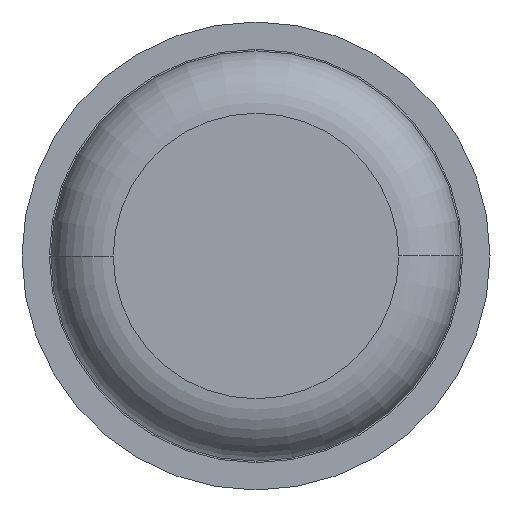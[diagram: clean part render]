
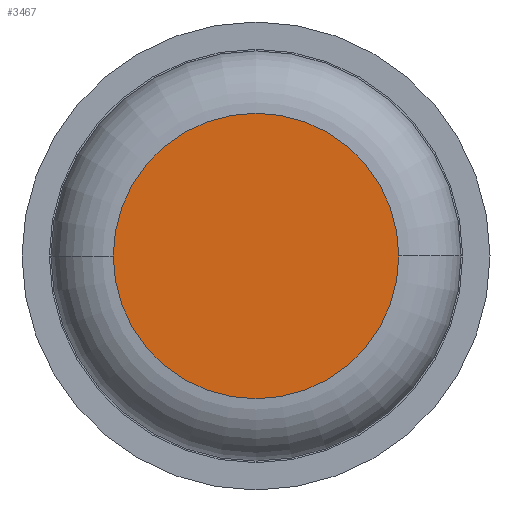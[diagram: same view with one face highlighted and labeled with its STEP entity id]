
A CAD part, front view. The second image highlights one B-rep face of the part: STEP entity #3467.
In plain terms, the highlighted planar face has unit normal (0, -1, 0).
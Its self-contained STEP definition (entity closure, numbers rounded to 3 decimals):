
#199 = DIRECTION ( 'NONE',  ( -1., 0., 0. ) ) ;
#216 = EDGE_CURVE ( 'Defeature ausgef�hrt1_6+Defeature ausgef�hrt1_7+Defeature ausgef�hrt1_7+Defeature ausgef�hrt1_7', #3938, #1322, #1819, .T. ) ;
#369 = EDGE_CURVE ( 'Defeature ausgef�hrt1_6+Defeature ausgef�hrt1_7+Defeature ausgef�hrt1_7+Defeature ausgef�hrt1_7', #1322, #3938, #1051, .T. ) ;
#422 = DIRECTION ( 'NONE',  ( -1., 0., 0. ) ) ;
#726 = AXIS2_PLACEMENT_3D ( 'NONE', #1221, #1865, #1571 ) ;
#1014 = AXIS2_PLACEMENT_3D ( 'NONE', #4054, #3117, #199 ) ;
#1051 = CIRCLE ( 'NONE', #3817, 0.915 ) ;
#1221 = CARTESIAN_POINT ( 'NONE',  ( 0., 0., 0. ) ) ;
#1322 = VERTEX_POINT ( 'NONE', #3932 ) ;
#1349 = DIRECTION ( 'NONE',  ( 0., -1., 0. ) ) ;
#1571 = DIRECTION ( 'NONE',  ( -1., 0., 0. ) ) ;
#1670 = CARTESIAN_POINT ( 'NONE',  ( 0., 0., 0. ) ) ;
#1794 = PLANE ( 'NONE',  #1014 ) ;
#1819 = CIRCLE ( 'NONE', #726, 0.915 ) ;
#1865 = DIRECTION ( 'NONE',  ( 0., -1., 0. ) ) ;
#2086 = ORIENTED_EDGE ( 'NONE', *, *, #216, .T. ) ;
#2588 = EDGE_LOOP ( 'NONE', ( #2086, #2981 ) ) ;
#2981 = ORIENTED_EDGE ( 'NONE', *, *, #369, .T. ) ;
#3117 = DIRECTION ( 'NONE',  ( 0., 1., 0. ) ) ;
#3467 = ADVANCED_FACE ( 'Defeature ausgef�hrt1_6', ( #3724 ), #1794, .F. ) ;
#3724 = FACE_OUTER_BOUND ( 'NONE', #2588, .T. ) ;
#3817 = AXIS2_PLACEMENT_3D ( 'NONE', #1670, #1349, #422 ) ;
#3932 = CARTESIAN_POINT ( 'NONE',  ( 0.915, 0., 0. ) ) ;
#3938 = VERTEX_POINT ( 'NONE', #4037 ) ;
#4037 = CARTESIAN_POINT ( 'NONE',  ( -0.915, 0., 0. ) ) ;
#4054 = CARTESIAN_POINT ( 'NONE',  ( 0., 0., 0. ) ) ;
